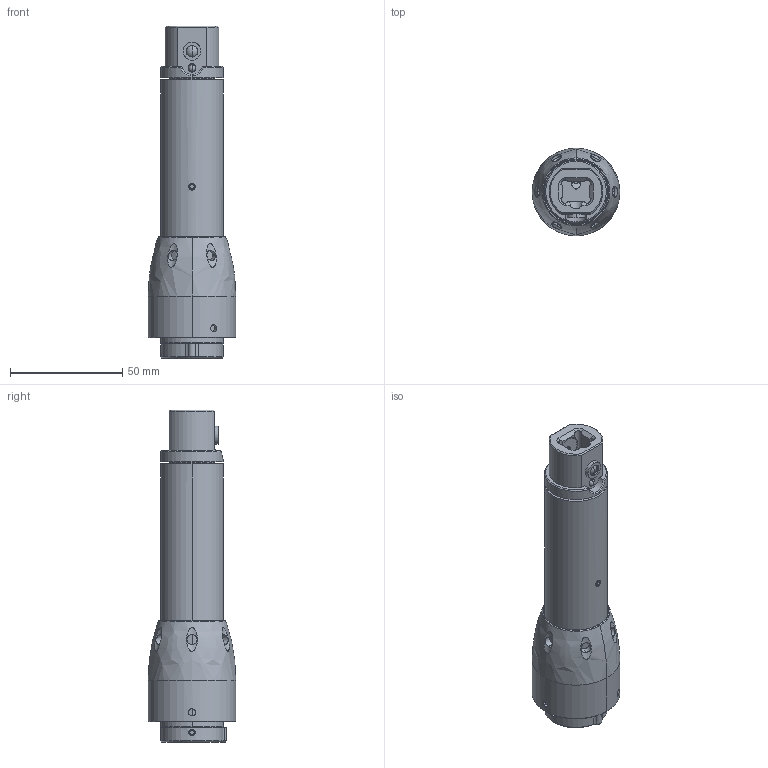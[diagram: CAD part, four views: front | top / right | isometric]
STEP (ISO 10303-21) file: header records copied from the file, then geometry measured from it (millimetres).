
FILE_DESCRIPTION((''),'2;1');
FILE_NAME('8059093032','2022-09-22T12:36:41',('itdsda'),(''),'CREO PARAMETRIC BY PTC INC, 2022162','CREO PARAMETRIC BY PTC INC, 2022162','');
FILE_SCHEMA(('CONFIG_CONTROL_DESIGN','GEOMETRIC_VALIDATION_PROPERTIES_MIM'));
Length unit declared in the file: millimetre
Products named in the file (1): 8059093032
Bounding box: 39 x 39 x 147.7 mm (x, y, z)
Surface area: 38518.3 mm2 (no closed solid volume)
Topology: 0 solids, 59 shells, 343 faces, 2224 edges, 1944 vertices
Faces by surface type: plane 156, cylinder 115, cone 38, bspline 16, torus 14, sphere 4
Entity records: 25500 total; most frequent: CARTESIAN_POINT 8611, ORIENTED_EDGE 2975, DIRECTION 2660, EDGE_CURVE 2218, VERTEX_POINT 1944, VECTOR 1400, LINE 1400, AXIS2_PLACEMENT_3D 630
